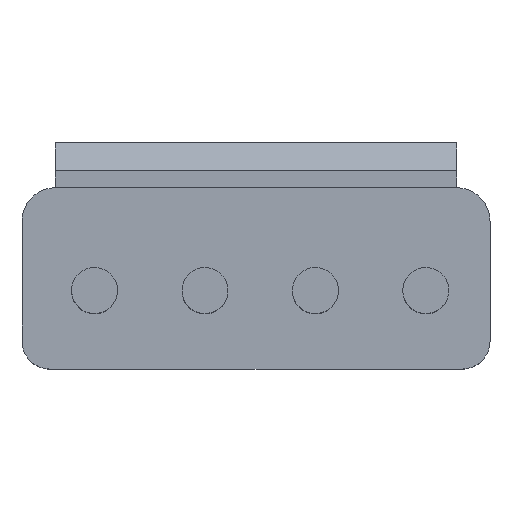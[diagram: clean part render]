
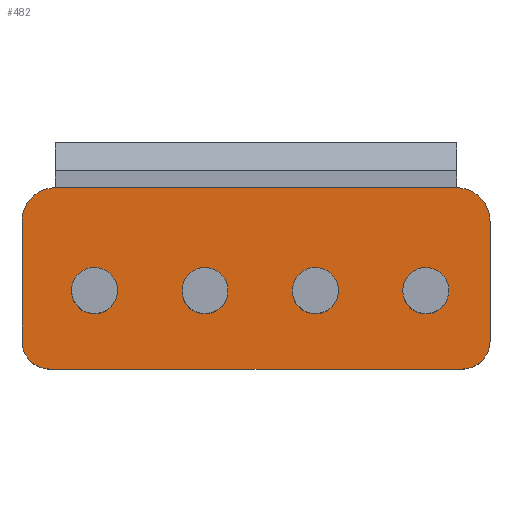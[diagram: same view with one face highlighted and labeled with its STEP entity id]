
A CAD part, top view. The second image highlights one B-rep face of the part: STEP entity #482.
In plain terms, the highlighted free-form (B-spline) face has degree [1, 1] with [2, 2] control points.
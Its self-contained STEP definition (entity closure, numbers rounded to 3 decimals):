
#174 = VERTEX_POINT('',#175);
#175 = CARTESIAN_POINT('',(-7.953,3.595,3.318)
  );
#271 = VERTEX_POINT('',#272);
#272 = CARTESIAN_POINT('',(-9.28,2.268,3.318
    ));
#277 = EDGE_CURVE('',#174,#271,#278,.T.);
#278 = ( BOUNDED_CURVE() B_SPLINE_CURVE(2,(#279,#280,#281),
.UNSPECIFIED.,.F.,.F.) B_SPLINE_CURVE_WITH_KNOTS((3,3),(3.142,
4.712),.PIECEWISE_BEZIER_KNOTS.) CURVE() 
GEOMETRIC_REPRESENTATION_ITEM() RATIONAL_B_SPLINE_CURVE((1.,
0.707,1.)) REPRESENTATION_ITEM('') );
#279 = CARTESIAN_POINT('',(-7.953,3.595,3.318)
  );
#280 = CARTESIAN_POINT('',(-9.28,3.595,3.318
    ));
#281 = CARTESIAN_POINT('',(-9.28,2.268,3.318
    ));
#294 = EDGE_CURVE('',#174,#295,#297,.T.);
#295 = VERTEX_POINT('',#296);
#296 = CARTESIAN_POINT('',(7.953,3.595,3.318)
  );
#297 = B_SPLINE_CURVE_WITH_KNOTS('',1,(#298,#299),.UNSPECIFIED.,.F.,.F.,
  (2,2),(1.2,15.58),.PIECEWISE_BEZIER_KNOTS.);
#298 = CARTESIAN_POINT('',(-7.953,3.595,3.318)
  );
#299 = CARTESIAN_POINT('',(7.953,3.595,3.318)
  );
#466 = VERTEX_POINT('',#467);
#467 = CARTESIAN_POINT('',(-9.28,-2.489,3.318)
  );
#472 = EDGE_CURVE('',#466,#271,#473,.T.);
#473 = B_SPLINE_CURVE_WITH_KNOTS('',1,(#474,#475),.UNSPECIFIED.,.F.,.F.,
  (2,2),(1.,5.3),.PIECEWISE_BEZIER_KNOTS.);
#474 = CARTESIAN_POINT('',(-9.28,-2.489,3.318)
  );
#475 = CARTESIAN_POINT('',(-9.28,2.268,3.318
    ));
#482 = ADVANCED_FACE('',(#483,#524,#538,#552,#566),#580,.F.);
#483 = FACE_BOUND('',#484,.F.);
#484 = EDGE_LOOP('',(#485,#486,#487,#488,#496,#503,#511,#518));
#485 = ORIENTED_EDGE('',*,*,#472,.T.);
#486 = ORIENTED_EDGE('',*,*,#277,.F.);
#487 = ORIENTED_EDGE('',*,*,#294,.T.);
#488 = ORIENTED_EDGE('',*,*,#489,.T.);
#489 = EDGE_CURVE('',#295,#490,#492,.T.);
#490 = VERTEX_POINT('',#491);
#491 = CARTESIAN_POINT('',(9.28,2.268,3.318)
  );
#492 = ( BOUNDED_CURVE() B_SPLINE_CURVE(2,(#493,#494,#495),
.UNSPECIFIED.,.F.,.F.) B_SPLINE_CURVE_WITH_KNOTS((3,3),(3.142,
4.712),.PIECEWISE_BEZIER_KNOTS.) CURVE() 
GEOMETRIC_REPRESENTATION_ITEM() RATIONAL_B_SPLINE_CURVE((1.,
0.707,1.)) REPRESENTATION_ITEM('') );
#493 = CARTESIAN_POINT('',(7.953,3.595,3.318)
  );
#494 = CARTESIAN_POINT('',(9.28,3.595,3.318)
  );
#495 = CARTESIAN_POINT('',(9.28,2.268,3.318)
  );
#496 = ORIENTED_EDGE('',*,*,#497,.T.);
#497 = EDGE_CURVE('',#490,#498,#500,.T.);
#498 = VERTEX_POINT('',#499);
#499 = CARTESIAN_POINT('',(9.28,-2.489,3.318)
  );
#500 = B_SPLINE_CURVE_WITH_KNOTS('',1,(#501,#502),.UNSPECIFIED.,.F.,.F.,
  (2,2),(1.2,5.5),.PIECEWISE_BEZIER_KNOTS.);
#501 = CARTESIAN_POINT('',(9.28,2.268,3.318)
  );
#502 = CARTESIAN_POINT('',(9.28,-2.489,3.318)
  );
#503 = ORIENTED_EDGE('',*,*,#504,.T.);
#504 = EDGE_CURVE('',#498,#505,#507,.T.);
#505 = VERTEX_POINT('',#506);
#506 = CARTESIAN_POINT('',(8.174,-3.595,3.318
    ));
#507 = ( BOUNDED_CURVE() B_SPLINE_CURVE(2,(#508,#509,#510),
.UNSPECIFIED.,.F.,.F.) B_SPLINE_CURVE_WITH_KNOTS((3,3),(4.712,
6.283),.PIECEWISE_BEZIER_KNOTS.) CURVE() 
GEOMETRIC_REPRESENTATION_ITEM() RATIONAL_B_SPLINE_CURVE((1.,
0.707,1.)) REPRESENTATION_ITEM('') );
#508 = CARTESIAN_POINT('',(9.28,-2.489,3.318)
  );
#509 = CARTESIAN_POINT('',(9.28,-3.595,3.318
    ));
#510 = CARTESIAN_POINT('',(8.174,-3.595,3.318
    ));
#511 = ORIENTED_EDGE('',*,*,#512,.T.);
#512 = EDGE_CURVE('',#505,#513,#515,.T.);
#513 = VERTEX_POINT('',#514);
#514 = CARTESIAN_POINT('',(-8.174,-3.595,
    3.318));
#515 = B_SPLINE_CURVE_WITH_KNOTS('',1,(#516,#517),.UNSPECIFIED.,.F.,.F.,
  (2,2),(1.,15.78),.PIECEWISE_BEZIER_KNOTS.);
#516 = CARTESIAN_POINT('',(8.174,-3.595,3.318
    ));
#517 = CARTESIAN_POINT('',(-8.174,-3.595,
    3.318));
#518 = ORIENTED_EDGE('',*,*,#519,.F.);
#519 = EDGE_CURVE('',#466,#513,#520,.T.);
#520 = ( BOUNDED_CURVE() B_SPLINE_CURVE(2,(#521,#522,#523),
.UNSPECIFIED.,.F.,.F.) B_SPLINE_CURVE_WITH_KNOTS((3,3),(4.712,
6.283),.PIECEWISE_BEZIER_KNOTS.) CURVE() 
GEOMETRIC_REPRESENTATION_ITEM() RATIONAL_B_SPLINE_CURVE((1.,
0.707,1.)) REPRESENTATION_ITEM('') );
#521 = CARTESIAN_POINT('',(-9.28,-2.489,3.318)
  );
#522 = CARTESIAN_POINT('',(-9.28,-3.595,
    3.318));
#523 = CARTESIAN_POINT('',(-8.174,-3.595,
    3.318));
#524 = FACE_BOUND('',#525,.F.);
#525 = EDGE_LOOP('',(#526));
#526 = ORIENTED_EDGE('',*,*,#527,.F.);
#527 = EDGE_CURVE('',#528,#528,#530,.T.);
#528 = VERTEX_POINT('',#529);
#529 = CARTESIAN_POINT('',(7.649,-0.498,3.318)
  );
#530 = ( BOUNDED_CURVE() B_SPLINE_CURVE(2,(#531,#532,#533,#534,#535,#536
,#537),.UNSPECIFIED.,.T.,.F.) B_SPLINE_CURVE_WITH_KNOTS((1,2,2,2,2,1),(
    -2.094,0.,2.094,4.189,6.283,
8.378),.UNSPECIFIED.) CURVE() GEOMETRIC_REPRESENTATION_ITEM() 
RATIONAL_B_SPLINE_CURVE((1.,0.5,1.,0.5,1.,0.5,1.)) REPRESENTATION_ITEM(
  '') );
#531 = CARTESIAN_POINT('',(7.649,-0.498,3.318)
  );
#532 = CARTESIAN_POINT('',(7.649,-2.078,3.318
    ));
#533 = CARTESIAN_POINT('',(6.28,-1.288,3.318
    ));
#534 = CARTESIAN_POINT('',(4.911,-0.498,3.318)
  );
#535 = CARTESIAN_POINT('',(6.28,0.293,3.318)
  );
#536 = CARTESIAN_POINT('',(7.649,1.083,3.318)
  );
#537 = CARTESIAN_POINT('',(7.649,-0.498,3.318)
  );
#538 = FACE_BOUND('',#539,.F.);
#539 = EDGE_LOOP('',(#540));
#540 = ORIENTED_EDGE('',*,*,#541,.F.);
#541 = EDGE_CURVE('',#542,#542,#544,.T.);
#542 = VERTEX_POINT('',#543);
#543 = CARTESIAN_POINT('',(-1.112,-0.498,3.318)
  );
#544 = ( BOUNDED_CURVE() B_SPLINE_CURVE(2,(#545,#546,#547,#548,#549,#550
,#551),.UNSPECIFIED.,.T.,.F.) B_SPLINE_CURVE_WITH_KNOTS((1,2,2,2,2,1),(
    -2.094,0.,2.094,4.189,6.283,
8.378),.UNSPECIFIED.) CURVE() GEOMETRIC_REPRESENTATION_ITEM() 
RATIONAL_B_SPLINE_CURVE((1.,0.5,1.,0.5,1.,0.5,1.)) REPRESENTATION_ITEM(
  '') );
#545 = CARTESIAN_POINT('',(-1.112,-0.498,3.318)
  );
#546 = CARTESIAN_POINT('',(-1.112,-2.078,
    3.318));
#547 = CARTESIAN_POINT('',(-2.48,-1.288,
    3.318));
#548 = CARTESIAN_POINT('',(-3.849,-0.498,3.318)
  );
#549 = CARTESIAN_POINT('',(-2.48,0.293,3.318
    ));
#550 = CARTESIAN_POINT('',(-1.112,1.083,3.318
    ));
#551 = CARTESIAN_POINT('',(-1.112,-0.498,3.318)
  );
#552 = FACE_BOUND('',#553,.F.);
#553 = EDGE_LOOP('',(#554));
#554 = ORIENTED_EDGE('',*,*,#555,.F.);
#555 = EDGE_CURVE('',#556,#556,#558,.T.);
#556 = VERTEX_POINT('',#557);
#557 = CARTESIAN_POINT('',(3.269,-0.498,3.318)
  );
#558 = ( BOUNDED_CURVE() B_SPLINE_CURVE(2,(#559,#560,#561,#562,#563,#564
,#565),.UNSPECIFIED.,.T.,.F.) B_SPLINE_CURVE_WITH_KNOTS((1,2,2,2,2,1),(
    -2.094,0.,2.094,4.189,6.283,
8.378),.UNSPECIFIED.) CURVE() GEOMETRIC_REPRESENTATION_ITEM() 
RATIONAL_B_SPLINE_CURVE((1.,0.5,1.,0.5,1.,0.5,1.)) REPRESENTATION_ITEM(
  '') );
#559 = CARTESIAN_POINT('',(3.269,-0.498,3.318)
  );
#560 = CARTESIAN_POINT('',(3.269,-2.078,3.318
    ));
#561 = CARTESIAN_POINT('',(1.9,-1.288,3.318
    ));
#562 = CARTESIAN_POINT('',(0.531,-0.498,3.318)
  );
#563 = CARTESIAN_POINT('',(1.9,0.293,3.318)
  );
#564 = CARTESIAN_POINT('',(3.269,1.083,3.318)
  );
#565 = CARTESIAN_POINT('',(3.269,-0.498,3.318)
  );
#566 = FACE_BOUND('',#567,.F.);
#567 = EDGE_LOOP('',(#568));
#568 = ORIENTED_EDGE('',*,*,#569,.F.);
#569 = EDGE_CURVE('',#570,#570,#572,.T.);
#570 = VERTEX_POINT('',#571);
#571 = CARTESIAN_POINT('',(-5.492,-0.498,3.318)
  );
#572 = ( BOUNDED_CURVE() B_SPLINE_CURVE(2,(#573,#574,#575,#576,#577,#578
,#579),.UNSPECIFIED.,.T.,.F.) B_SPLINE_CURVE_WITH_KNOTS((1,2,2,2,2,1),(
    -2.094,0.,2.094,4.189,6.283,
8.378),.UNSPECIFIED.) CURVE() GEOMETRIC_REPRESENTATION_ITEM() 
RATIONAL_B_SPLINE_CURVE((1.,0.5,1.,0.5,1.,0.5,1.)) REPRESENTATION_ITEM(
  '') );
#573 = CARTESIAN_POINT('',(-5.492,-0.498,3.318)
  );
#574 = CARTESIAN_POINT('',(-5.492,-2.078,
    3.318));
#575 = CARTESIAN_POINT('',(-6.861,-1.288,
    3.318));
#576 = CARTESIAN_POINT('',(-8.229,-0.498,3.318)
  );
#577 = CARTESIAN_POINT('',(-6.861,0.293,3.318
    ));
#578 = CARTESIAN_POINT('',(-5.492,1.083,3.318
    ));
#579 = CARTESIAN_POINT('',(-5.492,-0.498,3.318)
  );
#580 = B_SPLINE_SURFACE_WITH_KNOTS('',1,1,(
    (#581,#582)
    ,(#583,#584
    )),.UNSPECIFIED.,.F.,.F.,.F.,(2,2),(2,2),(-8.39,8.39),(-3.25,3.25),
  .PIECEWISE_BEZIER_KNOTS.);
#581 = CARTESIAN_POINT('',(9.28,-3.595,3.318
    ));
#582 = CARTESIAN_POINT('',(9.28,3.595,3.318)
  );
#583 = CARTESIAN_POINT('',(-9.28,-3.595,
    3.318));
#584 = CARTESIAN_POINT('',(-9.28,3.595,3.318
    ));
